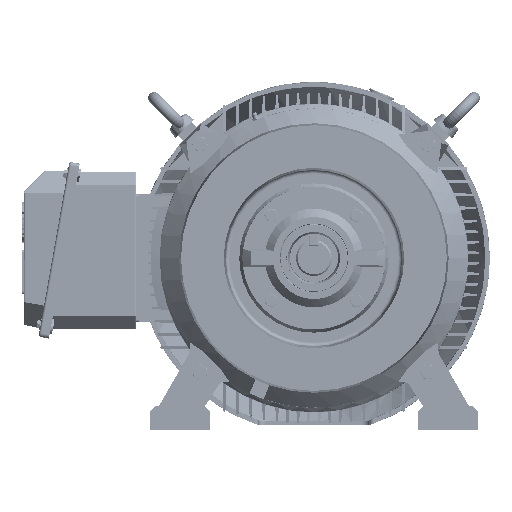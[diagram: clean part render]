
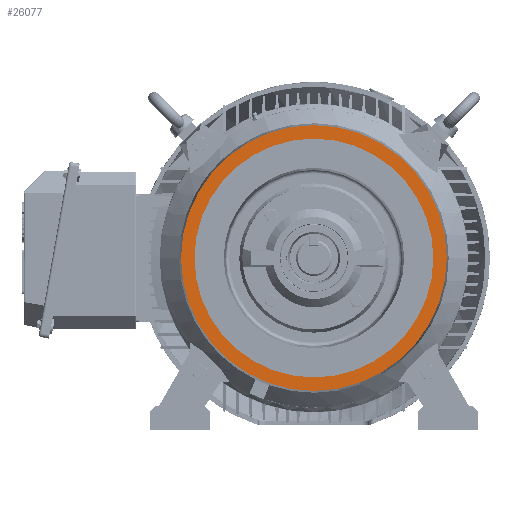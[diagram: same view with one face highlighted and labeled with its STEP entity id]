
A CAD part, left-side view. The second image highlights one B-rep face of the part: STEP entity #26077.
In plain terms, the highlighted face is planar.
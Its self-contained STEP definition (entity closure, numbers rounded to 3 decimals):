
#23186 = VERTEX_POINT ( 'NONE', #114489 ) ;
#26077 = ADVANCED_FACE ( 'NONE', ( #72461, #72450 ), #72448, .F. ) ;
#26080 = EDGE_LOOP ( 'NONE', ( #26083, #26085 ) ) ;
#26083 = ORIENTED_EDGE ( 'NONE', *, *, #116545, .F. ) ;
#26085 = ORIENTED_EDGE ( 'NONE', *, *, #26119, .F. ) ;
#26086 = EDGE_LOOP ( 'NONE', ( #26087, #26090 ) ) ;
#26087 = ORIENTED_EDGE ( 'NONE', *, *, #26088, .T. ) ;
#26088 = EDGE_CURVE ( 'NONE', #23186, #27659, #72430, .T. ) ;
#26090 = ORIENTED_EDGE ( 'NONE', *, *, #27965, .T. ) ;
#26119 = EDGE_CURVE ( 'NONE', #53477, #116569, #72532, .T. ) ;
#27659 = VERTEX_POINT ( 'NONE', #76006 ) ;
#27965 = EDGE_CURVE ( 'NONE', #27659, #23186, #76756, .T. ) ;
#38270 = CARTESIAN_POINT ( 'NONE',  ( 158.75, 0., 31.5 ) ) ;
#38274 = DIRECTION ( 'NONE',  ( 1., 0., 0. ) ) ;
#38275 = DIRECTION ( 'NONE',  ( 0., 0., 1. ) ) ;
#38294 = CARTESIAN_POINT ( 'NONE',  ( 0., 0., 31.5 ) ) ;
#38296 = AXIS2_PLACEMENT_3D ( 'NONE', #38294, #38275, #38274 ) ;
#38297 = CIRCLE ( 'NONE', #38296, 158.75 ) ;
#53477 = VERTEX_POINT ( 'NONE', #128859 ) ;
#72425 = DIRECTION ( 'NONE',  ( 1., 0., 0. ) ) ;
#72427 = DIRECTION ( 'NONE',  ( 0., 0., 1. ) ) ;
#72428 = AXIS2_PLACEMENT_3D ( 'NONE', #72442, #72427, #72425 ) ;
#72430 = CIRCLE ( 'NONE', #72428, 176.631 ) ;
#72435 = DIRECTION ( 'NONE',  ( -1., 0., 0. ) ) ;
#72437 = DIRECTION ( 'NONE',  ( 0., 0., -1. ) ) ;
#72439 = CARTESIAN_POINT ( 'NONE',  ( 0., 158.75, 31.5 ) ) ;
#72441 = AXIS2_PLACEMENT_3D ( 'NONE', #72439, #72437, #72435 ) ;
#72442 = CARTESIAN_POINT ( 'NONE',  ( 0., 0., 31.5 ) ) ;
#72448 = PLANE ( 'NONE',  #72441 ) ;
#72450 = FACE_OUTER_BOUND ( 'NONE', #26086, .T. ) ;
#72461 = FACE_BOUND ( 'NONE', #26080, .T. ) ;
#72525 = DIRECTION ( 'NONE',  ( 1., 0., 0. ) ) ;
#72527 = DIRECTION ( 'NONE',  ( 0., 0., 1. ) ) ;
#72529 = CARTESIAN_POINT ( 'NONE',  ( 0., 0., 31.5 ) ) ;
#72530 = AXIS2_PLACEMENT_3D ( 'NONE', #72529, #72527, #72525 ) ;
#72532 = CIRCLE ( 'NONE', #72530, 158.75 ) ;
#76006 = CARTESIAN_POINT ( 'NONE',  ( 176.631, 0., 31.5 ) ) ;
#76749 = DIRECTION ( 'NONE',  ( 1., 0., 0. ) ) ;
#76751 = DIRECTION ( 'NONE',  ( 0., 0., 1. ) ) ;
#76753 = CARTESIAN_POINT ( 'NONE',  ( 0., 0., 31.5 ) ) ;
#76754 = AXIS2_PLACEMENT_3D ( 'NONE', #76753, #76751, #76749 ) ;
#76756 = CIRCLE ( 'NONE', #76754, 176.631 ) ;
#114489 = CARTESIAN_POINT ( 'NONE',  ( -176.631, 0., 31.5 ) ) ;
#116545 = EDGE_CURVE ( 'NONE', #116569, #53477, #38297, .T. ) ;
#116569 = VERTEX_POINT ( 'NONE', #38270 ) ;
#128859 = CARTESIAN_POINT ( 'NONE',  ( -158.75, 0., 31.5 ) ) ;
